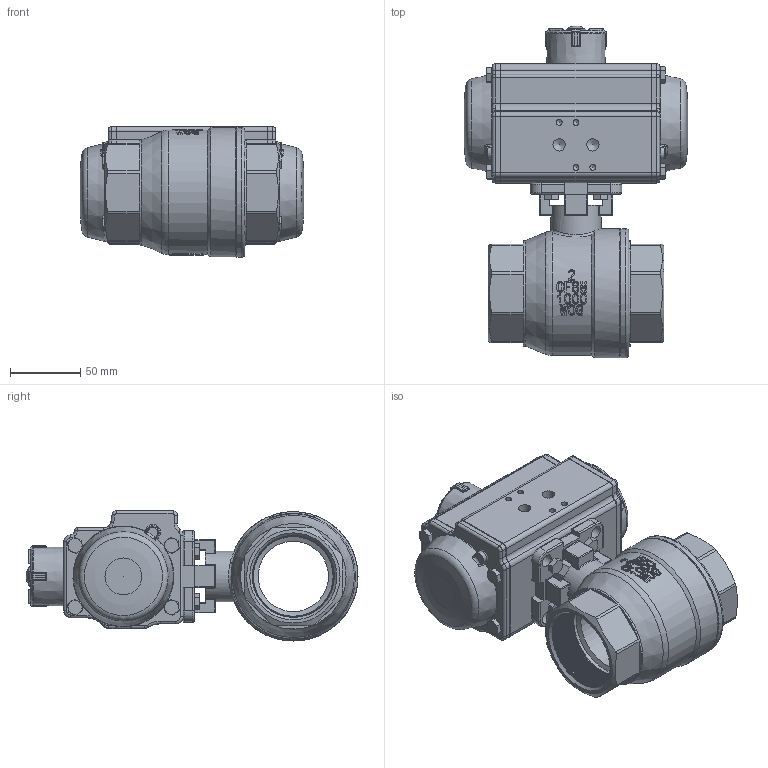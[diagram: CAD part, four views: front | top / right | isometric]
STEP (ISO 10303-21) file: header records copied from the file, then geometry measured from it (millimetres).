
FILE_DESCRIPTION(/* description */ ('Unknown'),/* implementation_level */ '2;1');
FILE_NAME(/* name */ 'DW03_FR02 9650-09',/* time_stamp */ '2022-10-24T10:42:39+02:00',/* author */ ('Unknown'),/* organization */ ('Unknown'),/* preprocessor_version */ 'ST-DEVELOPER v16.7',/* originating_system */ 'Solid Edge',/* authorisation */ 'Unknown');
FILE_SCHEMA (('AUTOMOTIVE_DESIGN {1 0 10303 214 3 1 1}'));
Products named in the file (11): DW36-8.650.050; DW03_FR02_(DW36_FR26); KP-63; hexagon head bolts--product grade c gb_GB_FASTENER_BOLT_HHBC M6X30-N; cup head nib bolts with large head gb_GB_FASTENER_BOLT_CHNBW M6X25-N; _____________; ________(___________; ______; 8.650.050; 2-1000WOG KV-L20 DN50 ____; DIN558_M_6x16.1.3
Assembly tree (22 placements, depth 3):
  DW36-8.650.050
    DW03_FR02_(DW36_FR26)
      KP-63
      hexagon head bolts--product grade c gb_GB_FASTENER_BOLT_HHBC M6X30-N  x8
      cup head nib bolts with large head gb_GB_FASTENER_BOLT_CHNBW M6X25-N
      _____________  x2
      ________(___________  x2
      ______
    8.650.050
      2-1000WOG KV-L20 DN50 ____
    DIN558_M_6x16.1.3  x4
Bounding box: 159 x 236.1 x 92.55 mm (x, y, z)
Volume: 1331390.3 mm3; surface area: 168908.4 mm2
Topology: 20 solids, 21 shells, 1549 faces, 3921 edges, 2463 vertices
Faces by surface type: plane 539, cylinder 431, bspline 228, cone 203, torus 129, sphere 19
Full cylindrical faces by diameter (mm): 2.325 x2, 3 x16, 3.3 x8, 4.2 x8, 4.66 x1, 5 x13, 6 x13, 6.2 x1, 6.8 x4, 7 x4, 8.8 x2, 9 x4, 15.8 x1, 16 x1, 20.2 x1, 25.5 x1, 28 x1, 36 x1, 38.5 x1, 40 x1, 50 x2, 68 x1, 75 x1, 92 x2
Entity records: 76592 total; most frequent: CARTESIAN_POINT 48721, ORIENTED_EDGE 5880, DIRECTION 5301, EDGE_CURVE 2940, AXIS2_PLACEMENT_3D 2056, VERTEX_POINT 2022, FACE_BOUND 1466, EDGE_LOOP 1441
